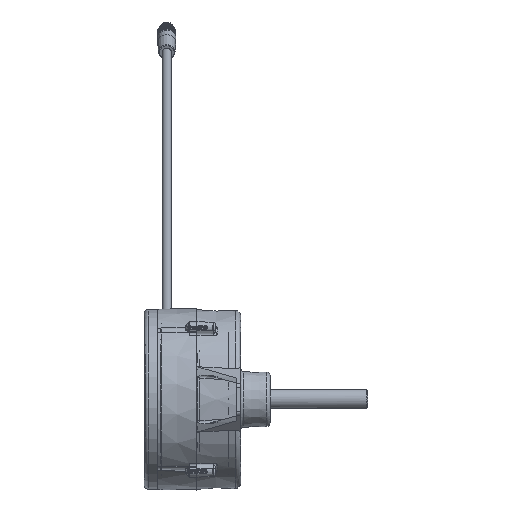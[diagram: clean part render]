
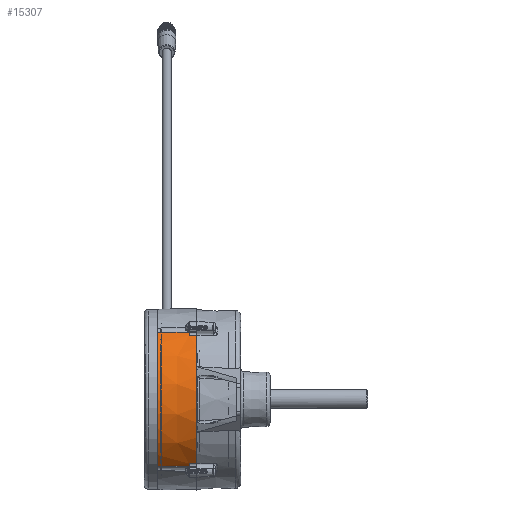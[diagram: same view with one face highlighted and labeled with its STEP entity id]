
A CAD part, left-side view. The second image highlights one B-rep face of the part: STEP entity #15307.
In plain terms, the highlighted conical face has half-angle 1 degrees and reference radius 59.005 mm.
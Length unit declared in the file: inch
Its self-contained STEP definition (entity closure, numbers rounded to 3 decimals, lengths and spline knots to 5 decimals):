
#1285 = VERTEX_POINT ( 'NONE', #89885 ) ;
#8062 = DIRECTION ( 'NONE',  ( -0.565, 0., -0.825 ) ) ;
#12099 = VERTEX_POINT ( 'NONE', #111931 ) ;
#12376 = DIRECTION ( 'NONE',  ( 0., 1., 0. ) ) ;
#13548 = CARTESIAN_POINT ( 'NONE',  ( -1.63157, -0.302, 1.62276 ) ) ;
#14187 = VERTEX_POINT ( 'NONE', #23373 ) ;
#14941 = DIRECTION ( 'NONE',  ( 0., -1., 0. ) ) ;
#15307 = ADVANCED_FACE ( 'NONE', ( #90435 ), #114977, .T. ) ;
#17288 = CARTESIAN_POINT ( 'NONE',  ( -1.63383, -0.502, -1.65661 ) ) ;
#18077 = EDGE_CURVE ( 'NONE', #136427, #45507, #56973, .T. ) ;
#19915 = CARTESIAN_POINT ( 'NONE',  ( 0.01039, -0.502, -0.01559 ) ) ;
#21815 = CARTESIAN_POINT ( 'NONE',  ( -1.63157, -0.302, 1.62276 ) ) ;
#22032 = ORIENTED_EDGE ( 'NONE', *, *, #18077, .T. ) ;
#22398 = ORIENTED_EDGE ( 'NONE', *, *, #96736, .T. ) ;
#22412 = B_SPLINE_CURVE_WITH_KNOTS ( 'NONE', 3,
 ( #22579, #34476, #47895, #96910 ),
 .UNSPECIFIED., .F., .F.,
 ( 4, 4 ),
 ( 0., 1. ),
 .UNSPECIFIED. ) ;
#22579 = CARTESIAN_POINT ( 'NONE',  ( -1.54176, 0.493, -1.72053 ) ) ;
#22990 = CIRCLE ( 'NONE', #53227, 2.32302 ) ;
#23373 = CARTESIAN_POINT ( 'NONE',  ( -1.54638, -0.302, 1.70391 ) ) ;
#23930 = AXIS2_PLACEMENT_3D ( 'NONE', #110605, #14941, #72678 ) ;
#27471 = CIRCLE ( 'NONE', #90568, 2.31953 ) ;
#28574 = EDGE_CURVE ( 'NONE', #45507, #14187, #111260, .T. ) ;
#30289 = ORIENTED_EDGE ( 'NONE', *, *, #103834, .T. ) ;
#34476 = CARTESIAN_POINT ( 'NONE',  ( -1.54341, 0.2185, -1.72551 ) ) ;
#35288 = CARTESIAN_POINT ( 'NONE',  ( -1.63307, -0.43533, 1.62454 ) ) ;
#40447 = EDGE_CURVE ( 'NONE', #100299, #136427, #22990, .T. ) ;
#40622 = CARTESIAN_POINT ( 'NONE',  ( 0.01039, -0.502, -0.01559 ) ) ;
#44530 = DIRECTION ( 'NONE',  ( 0., -1., 0. ) ) ;
#45507 = VERTEX_POINT ( 'NONE', #13548 ) ;
#47104 = CARTESIAN_POINT ( 'NONE',  ( -1.54176, 0.493, 1.68936 ) ) ;
#47328 = CARTESIAN_POINT ( 'NONE',  ( -1.54176, 0.493, 1.68936 ) ) ;
#47895 = CARTESIAN_POINT ( 'NONE',  ( -1.54495, -0.0465, -1.73036 ) ) ;
#48787 = EDGE_CURVE ( 'NONE', #147111, #100299, #140081, .T. ) ;
#49485 = CARTESIAN_POINT ( 'NONE',  ( -1.63232, -0.36867, 1.62365 ) ) ;
#53227 = AXIS2_PLACEMENT_3D ( 'NONE', #19915, #68156, #8062 ) ;
#53229 = ORIENTED_EDGE ( 'NONE', *, *, #40447, .T. ) ;
#56973 = B_SPLINE_CURVE_WITH_KNOTS ( 'NONE', 3,
 ( #155443, #35288, #49485, #21815 ),
 .UNSPECIFIED., .F., .F.,
 ( 4, 4 ),
 ( 0., 1. ),
 .UNSPECIFIED. ) ;
#59154 = CARTESIAN_POINT ( 'NONE',  ( -1.54638, -0.302, 1.70391 ) ) ;
#59397 = AXIS2_PLACEMENT_3D ( 'NONE', #40622, #44530, #154355 ) ;
#66513 = EDGE_CURVE ( 'NONE', #140752, #12099, #92117, .T. ) ;
#68156 = DIRECTION ( 'NONE',  ( 0., 1., 0. ) ) ;
#72678 = DIRECTION ( 'NONE',  ( -0.565, 0., -0.825 ) ) ;
#72902 = ORIENTED_EDGE ( 'NONE', *, *, #99447, .T. ) ;
#73149 = ORIENTED_EDGE ( 'NONE', *, *, #28574, .T. ) ;
#77608 = ORIENTED_EDGE ( 'NONE', *, *, #66513, .T. ) ;
#86210 = CARTESIAN_POINT ( 'NONE',  ( -1.63157, -0.302, -1.65393 ) ) ;
#89885 = CARTESIAN_POINT ( 'NONE',  ( -1.54638, -0.302, -1.73508 ) ) ;
#90435 = FACE_OUTER_BOUND ( 'NONE', #116962, .T. ) ;
#90568 = AXIS2_PLACEMENT_3D ( 'NONE', #96231, #12376, #108811 ) ;
#92117 = CIRCLE ( 'NONE', #23930, 2.30565 ) ;
#95149 = B_SPLINE_CURVE_WITH_KNOTS ( 'NONE', 3,
 ( #59154, #108910, #134193, #47328 ),
 .UNSPECIFIED., .F., .F.,
 ( 4, 4 ),
 ( 0., 1. ),
 .UNSPECIFIED. ) ;
#96231 = CARTESIAN_POINT ( 'NONE',  ( 0.01039, -0.302, -0.01559 ) ) ;
#96736 = EDGE_CURVE ( 'NONE', #12099, #1285, #22412, .T. ) ;
#96910 = CARTESIAN_POINT ( 'NONE',  ( -1.54638, -0.302, -1.73508 ) ) ;
#97296 = CARTESIAN_POINT ( 'NONE',  ( -1.63232, -0.36867, -1.65483 ) ) ;
#99447 = EDGE_CURVE ( 'NONE', #1285, #147111, #27471, .T. ) ;
#100299 = VERTEX_POINT ( 'NONE', #17288 ) ;
#103834 = EDGE_CURVE ( 'NONE', #14187, #140752, #95149, .T. ) ;
#104364 = ORIENTED_EDGE ( 'NONE', *, *, #48787, .T. ) ;
#108811 = DIRECTION ( 'NONE',  ( -0.565, 0., -0.825 ) ) ;
#108910 = CARTESIAN_POINT ( 'NONE',  ( -1.54495, -0.0465, 1.69918 ) ) ;
#110605 = CARTESIAN_POINT ( 'NONE',  ( 0.01039, 0.493, -0.01559 ) ) ;
#111260 = CIRCLE ( 'NONE', #131440, 2.31953 ) ;
#111931 = CARTESIAN_POINT ( 'NONE',  ( -1.54176, 0.493, -1.72053 ) ) ;
#114977 = CONICAL_SURFACE ( 'NONE', #59397, 2.32302, 0.017 ) ;
#116962 = EDGE_LOOP ( 'NONE', ( #104364, #53229, #22032, #73149, #30289, #77608, #22398, #72902 ) ) ;
#119741 = CARTESIAN_POINT ( 'NONE',  ( 0.01039, -0.302, -0.01559 ) ) ;
#121300 = DIRECTION ( 'NONE',  ( 0., 1., 0. ) ) ;
#121737 = CARTESIAN_POINT ( 'NONE',  ( -1.63307, -0.43533, -1.65572 ) ) ;
#131440 = AXIS2_PLACEMENT_3D ( 'NONE', #119741, #121300, #132399 ) ;
#132399 = DIRECTION ( 'NONE',  ( -0.565, 0., -0.825 ) ) ;
#134193 = CARTESIAN_POINT ( 'NONE',  ( -1.54341, 0.2185, 1.69433 ) ) ;
#135842 = CARTESIAN_POINT ( 'NONE',  ( -1.63157, -0.302, -1.65393 ) ) ;
#136427 = VERTEX_POINT ( 'NONE', #139360 ) ;
#139360 = CARTESIAN_POINT ( 'NONE',  ( -1.63383, -0.502, 1.62544 ) ) ;
#140081 = B_SPLINE_CURVE_WITH_KNOTS ( 'NONE', 3,
 ( #86210, #97296, #121737, #146224 ),
 .UNSPECIFIED., .F., .F.,
 ( 4, 4 ),
 ( 0., 1. ),
 .UNSPECIFIED. ) ;
#140752 = VERTEX_POINT ( 'NONE', #47104 ) ;
#146224 = CARTESIAN_POINT ( 'NONE',  ( -1.63383, -0.502, -1.65661 ) ) ;
#147111 = VERTEX_POINT ( 'NONE', #135842 ) ;
#154355 = DIRECTION ( 'NONE',  ( -0.565, 0., -0.825 ) ) ;
#155443 = CARTESIAN_POINT ( 'NONE',  ( -1.63383, -0.502, 1.62544 ) ) ;
